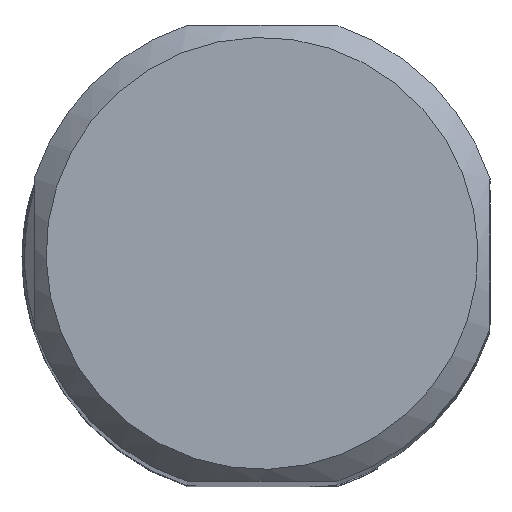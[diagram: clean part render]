
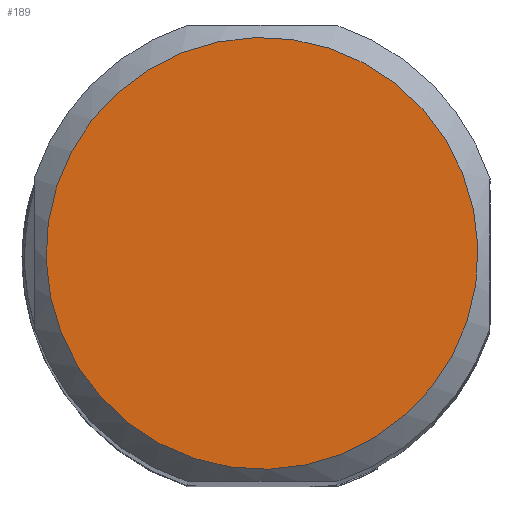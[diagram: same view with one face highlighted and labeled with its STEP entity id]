
A CAD part, top view. The second image highlights one B-rep face of the part: STEP entity #189.
In plain terms, the highlighted planar face has unit normal (0, 0, 1).
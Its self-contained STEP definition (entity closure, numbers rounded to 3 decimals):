
#151=CIRCLE('',#971,9.);
#189=ADVANCED_FACE('',(#253),#224,.F.);
#224=PLANE('',#972);
#253=FACE_OUTER_BOUND('',#306,.T.);
#306=EDGE_LOOP('',(#471));
#471=ORIENTED_EDGE('',*,*,#759,.T.);
#653=VERTEX_POINT('',#1572);
#759=EDGE_CURVE('',#653,#653,#151,.T.);
#971=AXIS2_PLACEMENT_3D('',#1571,#1180,#1181);
#972=AXIS2_PLACEMENT_3D('',#1573,#1182,#1183);
#1180=DIRECTION('',(0.,0.,1.));
#1181=DIRECTION('',(-1.,0.,0.));
#1182=DIRECTION('',(0.,0.,-1.));
#1183=DIRECTION('',(-1.,0.,0.));
#1571=CARTESIAN_POINT('',(9.5,9.5,0.));
#1572=CARTESIAN_POINT('',(12.31,18.05,0.));
#1573=CARTESIAN_POINT('',(9.5,9.5,0.));
